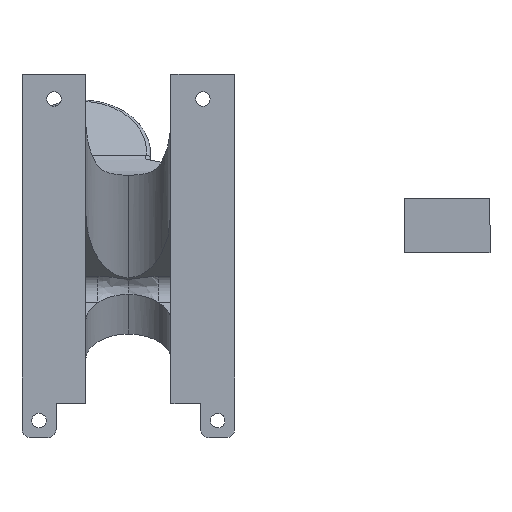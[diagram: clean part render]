
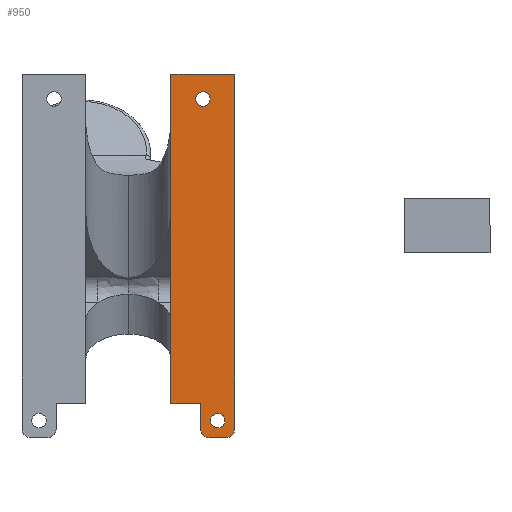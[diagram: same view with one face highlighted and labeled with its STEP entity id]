
A CAD part, front view. The second image highlights one B-rep face of the part: STEP entity #950.
In plain terms, the highlighted planar face has unit normal (0, -1, 0).
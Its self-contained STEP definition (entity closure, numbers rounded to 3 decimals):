
#17 = CARTESIAN_POINT ( 'NONE',  ( 54., 0., -43.395 ) ) ;
#54 = VERTEX_POINT ( 'NONE', #1955 ) ;
#77 = EDGE_LOOP ( 'NONE', ( #2516, #644 ) ) ;
#105 = DIRECTION ( 'NONE',  ( 0., 0., -1. ) ) ;
#106 = EDGE_CURVE ( 'NONE', #1929, #529, #665, .T. ) ;
#140 = ORIENTED_EDGE ( 'NONE', *, *, #3387, .F. ) ;
#262 = EDGE_CURVE ( 'NONE', #2863, #2015, #1691, .T. ) ;
#264 = CIRCLE ( 'NONE', #2857, 1.7 ) ;
#285 = CARTESIAN_POINT ( 'NONE',  ( 56., 0., -39.395 ) ) ;
#299 = ORIENTED_EDGE ( 'NONE', *, *, #1372, .T. ) ;
#321 = VECTOR ( 'NONE', #1818, 1000. ) ;
#337 = VERTEX_POINT ( 'NONE', #972 ) ;
#368 = AXIS2_PLACEMENT_3D ( 'NONE', #3273, #2728, #2077 ) ;
#388 = CARTESIAN_POINT ( 'NONE',  ( 10., 0., 41.979 ) ) ;
#518 = LINE ( 'NONE', #1979, #3631 ) ;
#521 = EDGE_LOOP ( 'NONE', ( #1409, #1977, #1145, #140, #2236, #1418, #1258, #1333 ) ) ;
#529 = VERTEX_POINT ( 'NONE', #3070 ) ;
#571 = LINE ( 'NONE', #3047, #2079 ) ;
#644 = ORIENTED_EDGE ( 'NONE', *, *, #3447, .F. ) ;
#665 = CIRCLE ( 'NONE', #2103, 1.7 ) ;
#815 = VECTOR ( 'NONE', #1581, 1000. ) ;
#914 = CIRCLE ( 'NONE', #3507, 2. ) ;
#917 = CARTESIAN_POINT ( 'NONE',  ( 45., 0., -35.395 ) ) ;
#922 = CIRCLE ( 'NONE', #2920, 1.7 ) ;
#950 = ADVANCED_FACE ( 'NONE', ( #2242, #1663, #2544 ), #2209, .F. ) ;
#972 = CARTESIAN_POINT ( 'NONE',  ( 52., 0., -35.395 ) ) ;
#1006 = CARTESIAN_POINT ( 'NONE',  ( 56., 0., -39.395 ) ) ;
#1032 = DIRECTION ( 'NONE',  ( 0., 1., 0. ) ) ;
#1084 = VERTEX_POINT ( 'NONE', #1852 ) ;
#1145 = ORIENTED_EDGE ( 'NONE', *, *, #2472, .F. ) ;
#1175 = VECTOR ( 'NONE', #1373, 1000. ) ;
#1223 = CARTESIAN_POINT ( 'NONE',  ( 60., 0., 41.979 ) ) ;
#1239 = LINE ( 'NONE', #3262, #1175 ) ;
#1254 = EDGE_CURVE ( 'NONE', #337, #2151, #1271, .T. ) ;
#1258 = ORIENTED_EDGE ( 'NONE', *, *, #1254, .T. ) ;
#1266 = CARTESIAN_POINT ( 'NONE',  ( 60., 0., 41.979 ) ) ;
#1271 = LINE ( 'NONE', #2145, #815 ) ;
#1282 = ORIENTED_EDGE ( 'NONE', *, *, #106, .T. ) ;
#1333 = ORIENTED_EDGE ( 'NONE', *, *, #2805, .F. ) ;
#1341 = DIRECTION ( 'NONE',  ( 0., 0., 1. ) ) ;
#1372 = EDGE_CURVE ( 'NONE', #529, #1929, #2936, .T. ) ;
#1373 = DIRECTION ( 'NONE',  ( 1., 0., 0. ) ) ;
#1409 = ORIENTED_EDGE ( 'NONE', *, *, #1737, .T. ) ;
#1418 = ORIENTED_EDGE ( 'NONE', *, *, #2602, .T. ) ;
#1419 = EDGE_CURVE ( 'NONE', #3233, #54, #571, .T. ) ;
#1523 = CARTESIAN_POINT ( 'NONE',  ( 50.8, 0., 36.22 ) ) ;
#1554 = DIRECTION ( 'NONE',  ( 1., 0., 0. ) ) ;
#1581 = DIRECTION ( 'NONE',  ( 0., 0., -1. ) ) ;
#1610 = DIRECTION ( 'NONE',  ( 0., 1., 0. ) ) ;
#1663 = FACE_OUTER_BOUND ( 'NONE', #521, .T. ) ;
#1670 = DIRECTION ( 'NONE',  ( 1., 0., 0. ) ) ;
#1691 = CIRCLE ( 'NONE', #368, 2. ) ;
#1694 = VERTEX_POINT ( 'NONE', #1223 ) ;
#1721 = CARTESIAN_POINT ( 'NONE',  ( 52.5, 0., 36.22 ) ) ;
#1737 = EDGE_CURVE ( 'NONE', #2168, #2015, #1239, .T. ) ;
#1789 = CARTESIAN_POINT ( 'NONE',  ( 56., 0., -37.695 ) ) ;
#1818 = DIRECTION ( 'NONE',  ( 1., 0., 0. ) ) ;
#1834 = EDGE_LOOP ( 'NONE', ( #299, #1282 ) ) ;
#1852 = CARTESIAN_POINT ( 'NONE',  ( 56., 0., -41.095 ) ) ;
#1856 = CARTESIAN_POINT ( 'NONE',  ( 60., 0., -41.395 ) ) ;
#1879 = EDGE_CURVE ( 'NONE', #1084, #1914, #264, .T. ) ;
#1914 = VERTEX_POINT ( 'NONE', #1789 ) ;
#1929 = VERTEX_POINT ( 'NONE', #1523 ) ;
#1931 = CARTESIAN_POINT ( 'NONE',  ( 58., 0., -43.395 ) ) ;
#1955 = CARTESIAN_POINT ( 'NONE',  ( 45., 0., 41.979 ) ) ;
#1976 = DIRECTION ( 'NONE',  ( 0., 1., 0. ) ) ;
#1977 = ORIENTED_EDGE ( 'NONE', *, *, #262, .F. ) ;
#1979 = CARTESIAN_POINT ( 'NONE',  ( 10., 0., -35.395 ) ) ;
#1981 = CARTESIAN_POINT ( 'NONE',  ( 52.5, 0., 36.22 ) ) ;
#2015 = VERTEX_POINT ( 'NONE', #1931 ) ;
#2077 = DIRECTION ( 'NONE',  ( 1., 0., 0. ) ) ;
#2079 = VECTOR ( 'NONE', #1341, 1000. ) ;
#2103 = AXIS2_PLACEMENT_3D ( 'NONE', #1721, #1976, #2588 ) ;
#2145 = CARTESIAN_POINT ( 'NONE',  ( 52., 0., -35.395 ) ) ;
#2151 = VERTEX_POINT ( 'NONE', #2238 ) ;
#2168 = VERTEX_POINT ( 'NONE', #17 ) ;
#2171 = CARTESIAN_POINT ( 'NONE',  ( 54., 0., -41.395 ) ) ;
#2209 = PLANE ( 'NONE',  #3167 ) ;
#2236 = ORIENTED_EDGE ( 'NONE', *, *, #1419, .F. ) ;
#2238 = CARTESIAN_POINT ( 'NONE',  ( 52., 0., -41.395 ) ) ;
#2242 = FACE_BOUND ( 'NONE', #1834, .T. ) ;
#2306 = VECTOR ( 'NONE', #3377, 1000. ) ;
#2420 = LINE ( 'NONE', #388, #321 ) ;
#2422 = LINE ( 'NONE', #1266, #2306 ) ;
#2472 = EDGE_CURVE ( 'NONE', #1694, #2863, #2422, .T. ) ;
#2516 = ORIENTED_EDGE ( 'NONE', *, *, #1879, .F. ) ;
#2544 = FACE_BOUND ( 'NONE', #77, .T. ) ;
#2588 = DIRECTION ( 'NONE',  ( -1., 0., 0. ) ) ;
#2594 = DIRECTION ( 'NONE',  ( -1., 0., 0. ) ) ;
#2602 = EDGE_CURVE ( 'NONE', #3233, #337, #518, .T. ) ;
#2728 = DIRECTION ( 'NONE',  ( 0., 1., 0. ) ) ;
#2805 = EDGE_CURVE ( 'NONE', #2168, #2151, #914, .T. ) ;
#2809 = DIRECTION ( 'NONE',  ( 0., 1., 0. ) ) ;
#2818 = CARTESIAN_POINT ( 'NONE',  ( 10., 0., 41.979 ) ) ;
#2857 = AXIS2_PLACEMENT_3D ( 'NONE', #285, #3184, #3129 ) ;
#2863 = VERTEX_POINT ( 'NONE', #1856 ) ;
#2920 = AXIS2_PLACEMENT_3D ( 'NONE', #1006, #3307, #105 ) ;
#2936 = CIRCLE ( 'NONE', #3230, 1.7 ) ;
#3047 = CARTESIAN_POINT ( 'NONE',  ( 45., 0., 41.979 ) ) ;
#3070 = CARTESIAN_POINT ( 'NONE',  ( 54.2, 0., 36.22 ) ) ;
#3129 = DIRECTION ( 'NONE',  ( 0., 0., -1. ) ) ;
#3167 = AXIS2_PLACEMENT_3D ( 'NONE', #2818, #1032, #3693 ) ;
#3184 = DIRECTION ( 'NONE',  ( 0., -1., 0. ) ) ;
#3230 = AXIS2_PLACEMENT_3D ( 'NONE', #1981, #2809, #2594 ) ;
#3233 = VERTEX_POINT ( 'NONE', #917 ) ;
#3262 = CARTESIAN_POINT ( 'NONE',  ( 60., 0., -43.395 ) ) ;
#3273 = CARTESIAN_POINT ( 'NONE',  ( 58., 0., -41.395 ) ) ;
#3307 = DIRECTION ( 'NONE',  ( 0., -1., 0. ) ) ;
#3377 = DIRECTION ( 'NONE',  ( 0., 0., -1. ) ) ;
#3387 = EDGE_CURVE ( 'NONE', #54, #1694, #2420, .T. ) ;
#3447 = EDGE_CURVE ( 'NONE', #1914, #1084, #922, .T. ) ;
#3507 = AXIS2_PLACEMENT_3D ( 'NONE', #2171, #1610, #1554 ) ;
#3631 = VECTOR ( 'NONE', #1670, 1000. ) ;
#3693 = DIRECTION ( 'NONE',  ( 1., 0., 0. ) ) ;
